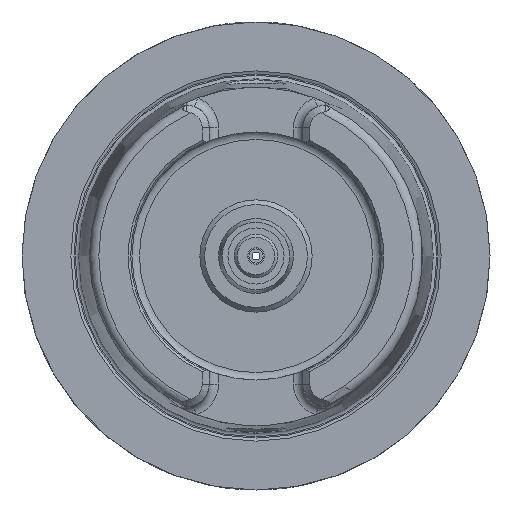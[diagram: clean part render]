
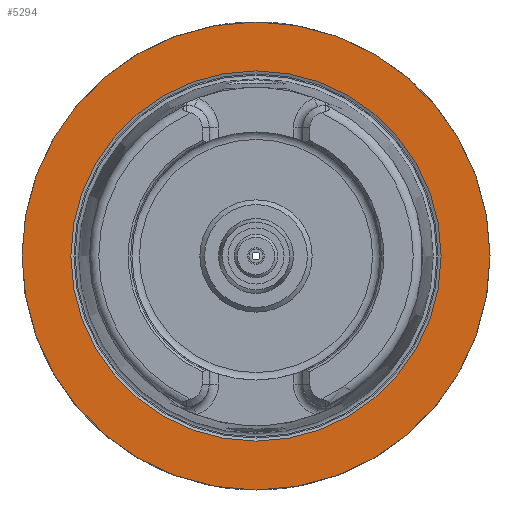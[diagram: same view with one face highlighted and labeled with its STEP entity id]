
A CAD part, left-side view. The second image highlights one B-rep face of the part: STEP entity #5294.
In plain terms, the highlighted planar face has unit normal (-1, 0, 0).
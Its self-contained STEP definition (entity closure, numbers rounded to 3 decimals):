
#4480=CARTESIAN_POINT('',(0.,50.0,0.0));
#4481=VERTEX_POINT('',#4480);
#4482=CARTESIAN_POINT('',(0.,0.,0.0));
#4483=DIRECTION('',(1.0,0.0,0.0));
#4484=DIRECTION('',(0.0,1.0,0.0));
#4485=AXIS2_PLACEMENT_3D('',#4482,#4483,#4484);
#4486=CIRCLE('',#4485,50.0);
#4487=EDGE_CURVE('',#4481,#4481,#4486,.T.);
#5268=CARTESIAN_POINT('',(0.,39.55,0.0));
#5269=VERTEX_POINT('',#5268);
#5270=CARTESIAN_POINT('',(0.,0.,0.0));
#5271=DIRECTION('',(1.0,0.0,0.0));
#5272=DIRECTION('',(0.0,1.0,0.0));
#5273=AXIS2_PLACEMENT_3D('',#5270,#5271,#5272);
#5274=CIRCLE('',#5273,39.55);
#5275=EDGE_CURVE('',#5269,#5269,#5274,.T.);
#5283=CARTESIAN_POINT('',(0.,44.775,0.0));
#5284=DIRECTION('',(-1.0,0.0,0.0));
#5285=DIRECTION('',(0.0,0.0,1.0));
#5286=AXIS2_PLACEMENT_3D('',#5283,#5284,#5285);
#5287=PLANE('',#5286);
#5288=ORIENTED_EDGE('',*,*,#4487,.F.);
#5289=EDGE_LOOP('',(#5288));
#5290=FACE_OUTER_BOUND('',#5289,.T.);
#5291=ORIENTED_EDGE('',*,*,#5275,.T.);
#5292=EDGE_LOOP('',(#5291));
#5293=FACE_BOUND('',#5292,.T.);
#5294=ADVANCED_FACE('',(#5290,#5293),#5287,.T.);
